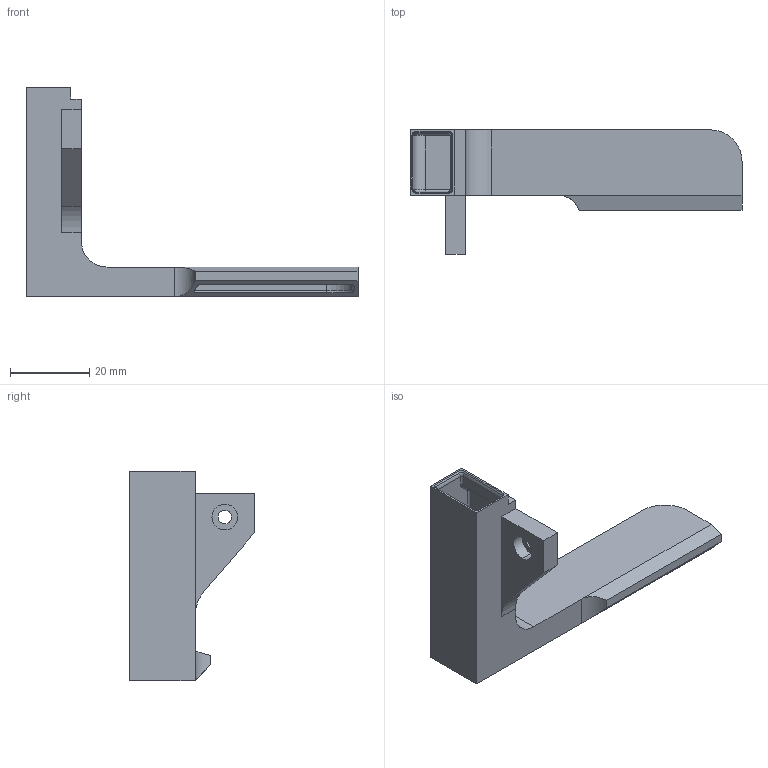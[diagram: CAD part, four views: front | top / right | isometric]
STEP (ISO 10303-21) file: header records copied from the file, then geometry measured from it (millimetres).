
FILE_DESCRIPTION (( 'STEP AP203' ), '1' );
FILE_NAME ('fan duct.STEP', '2019-04-12T11:56:13', ( '' ), ( '' ), 'SwSTEP 2.0', 'SolidWorks 2018', '' );
FILE_SCHEMA (( 'CONFIG_CONTROL_DESIGN' ));
Length unit declared in the file: millimetre
Products named in the file (1): fan duct
Bounding box: 84 x 31.58 x 53 mm (x, y, z)
Volume: 7713.4 mm3; surface area: 13364.7 mm2
Topology: 1 solids, 1 shells, 93 faces, 224 edges, 132 vertices
Faces by surface type: cylinder 36, plane 34, torus 14, sphere 4, cone 4, bspline 1
Entity records: 2763 total; most frequent: CARTESIAN_POINT 510, DIRECTION 479, ORIENTED_EDGE 444, EDGE_CURVE 222, AXIS2_PLACEMENT_3D 177, VERTEX_POINT 132, LINE 125, VECTOR 125
